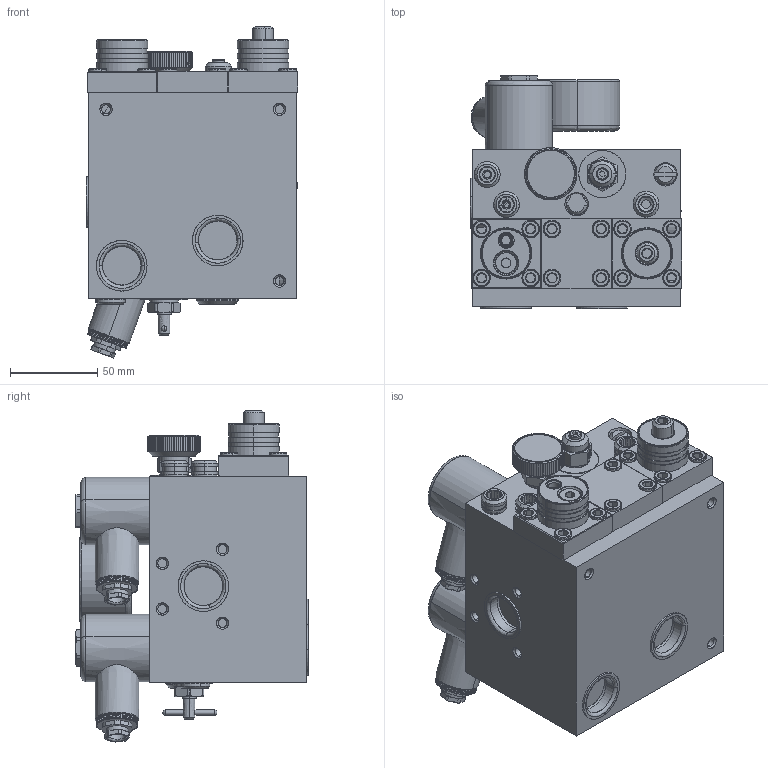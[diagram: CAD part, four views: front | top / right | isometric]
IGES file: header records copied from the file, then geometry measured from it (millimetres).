
Start section: SolidWorks IGES file using analytic representation for surfaces
Global section: file name: EV0_0_75.IGS; native system: SolidWorks 2014; preprocessor: SolidWorks 2014; author: P.Mehta; date: 140716.081827; units: millimetre
Bounding box: 121.45 x 133.6 x 190.37 mm (x, y, z)
Surface area: 132606.4 mm2 (no closed solid volume)
Topology: 0 solids, 0 shells, 1473 faces, 18009 edges, 18003 vertices
Faces by surface type: revolution 832, bspline 641
